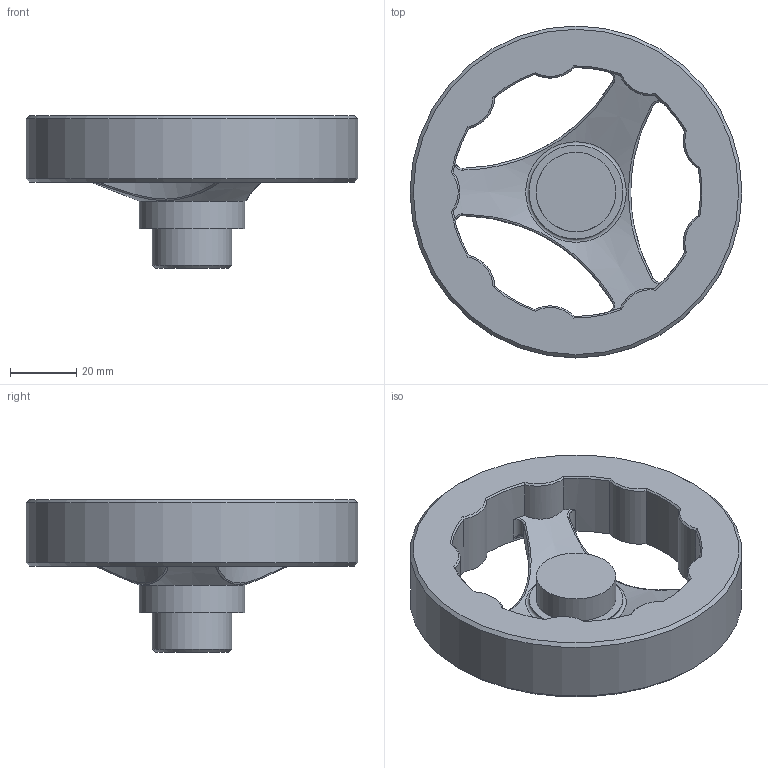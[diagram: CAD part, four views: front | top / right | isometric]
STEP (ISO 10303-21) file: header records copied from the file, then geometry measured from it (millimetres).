
FILE_DESCRIPTION( ( 'Unknown' ), '1' );
FILE_NAME( '6359005_V3RA100.stp', 'Unknown', ( 'Unknown' ), ( 'Unknown' ), 'XStep 1.0', 'Unknown', ' ' );
FILE_SCHEMA( ( 'CONFIG_CONTROL_DESIGN' ) );
Length unit declared in the file: millimetre
Products named in the file (3): Assem1; 1831148; 6359005
Bounding box: 100 x 100 x 46 mm (x, y, z)
Volume: 148924.2 mm3; surface area: 71699.5 mm2
Topology: 4 solids, 4 shells, 294 faces, 772 edges, 472 vertices
Faces by surface type: cylinder 92, plane 86, cone 54, bspline 48, torus 14
Full cylindrical faces by diameter (mm): 4 x2, 18 x2, 23.839 x2, 24 x4, 26 x4, 28.282 x2, 31.81 x2, 100 x2
Entity records: 8049 total; most frequent: CARTESIAN_POINT 4555, ORIENTED_EDGE 710, DIRECTION 686, EDGE_CURVE 355, AXIS2_PLACEMENT_3D 289, VERTEX_POINT 232, EDGE_LOOP 174, CIRCLE 163
